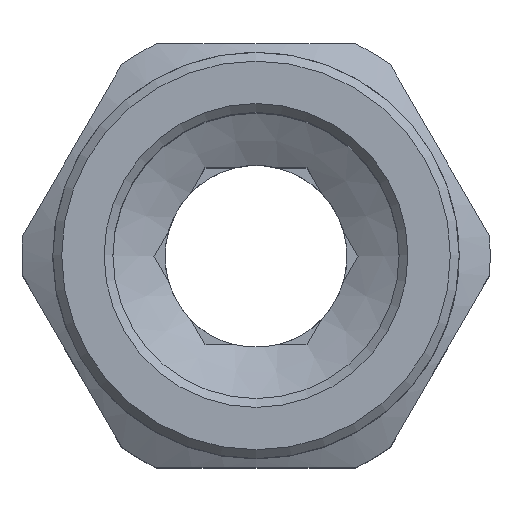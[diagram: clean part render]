
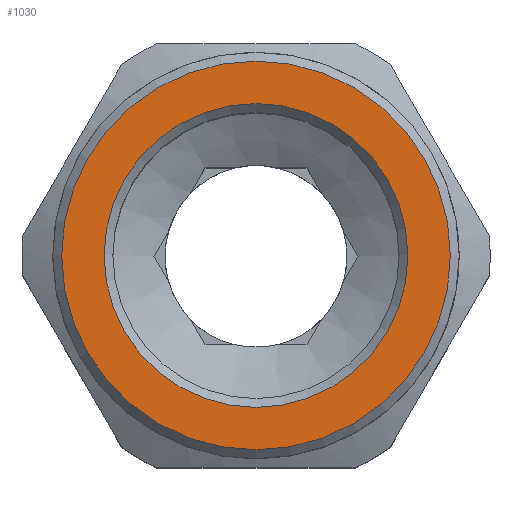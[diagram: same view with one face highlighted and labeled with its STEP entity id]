
A CAD part, top view. The second image highlights one B-rep face of the part: STEP entity #1030.
In plain terms, the highlighted planar face has unit normal (0, 0, 1).
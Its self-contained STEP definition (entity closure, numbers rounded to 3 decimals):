
#198=FACE_BOUND('',#375,.T.);
#268=FACE_OUTER_BOUND('',#374,.T.);
#374=EDGE_LOOP('',(#922));
#375=EDGE_LOOP('',(#923));
#440=CIRCLE('',#1164,11.);
#441=CIRCLE('',#1166,8.6);
#538=VERTEX_POINT('',#1913);
#539=VERTEX_POINT('',#1916);
#667=EDGE_CURVE('',#538,#538,#440,.T.);
#668=EDGE_CURVE('',#539,#539,#441,.T.);
#922=ORIENTED_EDGE('',*,*,#667,.T.);
#923=ORIENTED_EDGE('',*,*,#668,.F.);
#962=PLANE('',#1165);
#1030=ADVANCED_FACE('',(#268,#198),#962,.T.);
#1164=AXIS2_PLACEMENT_3D('',#1914,#1468,#1469);
#1165=AXIS2_PLACEMENT_3D('',#1915,#1470,#1471);
#1166=AXIS2_PLACEMENT_3D('',#1917,#1472,#1473);
#1468=DIRECTION('center_axis',(0.,0.,1.));
#1469=DIRECTION('ref_axis',(0.,-1.,0.));
#1470=DIRECTION('center_axis',(0.,0.,1.));
#1471=DIRECTION('ref_axis',(1.,0.,0.));
#1472=DIRECTION('center_axis',(0.,0.,1.));
#1473=DIRECTION('ref_axis',(0.,-1.,0.));
#1913=CARTESIAN_POINT('',(27.325,18.674,49.168));
#1914=CARTESIAN_POINT('Origin',(16.325,18.674,49.168));
#1915=CARTESIAN_POINT('Origin',(16.325,18.674,49.168));
#1916=CARTESIAN_POINT('',(24.925,18.674,49.168));
#1917=CARTESIAN_POINT('Origin',(16.325,18.674,49.168));
